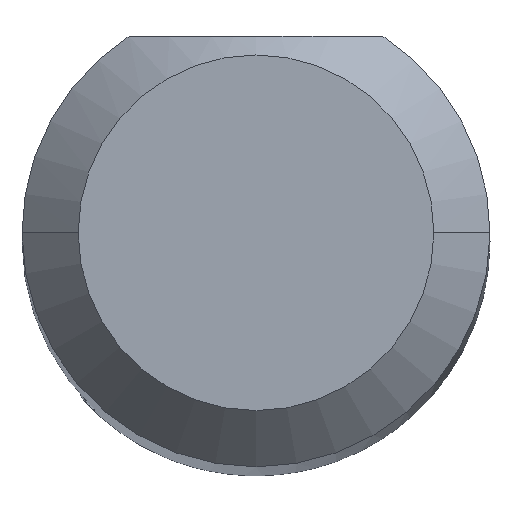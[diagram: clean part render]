
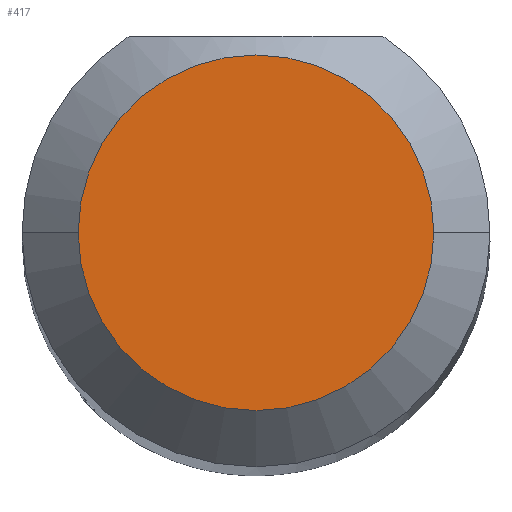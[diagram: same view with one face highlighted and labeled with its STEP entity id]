
A CAD part, top view. The second image highlights one B-rep face of the part: STEP entity #417.
In plain terms, the highlighted planar face has unit normal (0, 0, 1).
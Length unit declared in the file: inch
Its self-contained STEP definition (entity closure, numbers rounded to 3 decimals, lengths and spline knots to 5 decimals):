
#20 = DIRECTION ( 'NONE',  ( 1., 0., 0. ) ) ;
#25 = AXIS2_PLACEMENT_3D ( 'NONE', #344, #341, #20 ) ;
#49 = CARTESIAN_POINT ( 'NONE',  ( 0.0475, 0., 1.5 ) ) ;
#52 = CIRCLE ( 'NONE', #320, 0.0475 ) ;
#77 = DIRECTION ( 'NONE',  ( 0., 0., 1. ) ) ;
#163 = ORIENTED_EDGE ( 'NONE', *, *, #476, .T. ) ;
#169 = AXIS2_PLACEMENT_3D ( 'NONE', #420, #77, #685 ) ;
#222 = CARTESIAN_POINT ( 'NONE',  ( 0., 0., 1.5 ) ) ;
#236 = PLANE ( 'NONE',  #25 ) ;
#270 = VERTEX_POINT ( 'NONE', #49 ) ;
#293 = EDGE_LOOP ( 'NONE', ( #163, #536 ) ) ;
#320 = AXIS2_PLACEMENT_3D ( 'NONE', #222, #572, #678 ) ;
#336 = EDGE_CURVE ( 'NONE', #270, #393, #52, .T. ) ;
#341 = DIRECTION ( 'NONE',  ( 0., 0., 1. ) ) ;
#344 = CARTESIAN_POINT ( 'NONE',  ( 0., 0., 1.5 ) ) ;
#351 = FACE_OUTER_BOUND ( 'NONE', #293, .T. ) ;
#370 = CIRCLE ( 'NONE', #169, 0.0475 ) ;
#389 = CARTESIAN_POINT ( 'NONE',  ( -0.0475, 0., 1.5 ) ) ;
#393 = VERTEX_POINT ( 'NONE', #389 ) ;
#417 = ADVANCED_FACE ( 'NONE', ( #351 ), #236, .T. ) ;
#420 = CARTESIAN_POINT ( 'NONE',  ( 0., 0., 1.5 ) ) ;
#476 = EDGE_CURVE ( 'NONE', #393, #270, #370, .T. ) ;
#536 = ORIENTED_EDGE ( 'NONE', *, *, #336, .T. ) ;
#572 = DIRECTION ( 'NONE',  ( 0., 0., 1. ) ) ;
#678 = DIRECTION ( 'NONE',  ( 1., 0., 0. ) ) ;
#685 = DIRECTION ( 'NONE',  ( 1., 0., 0. ) ) ;
